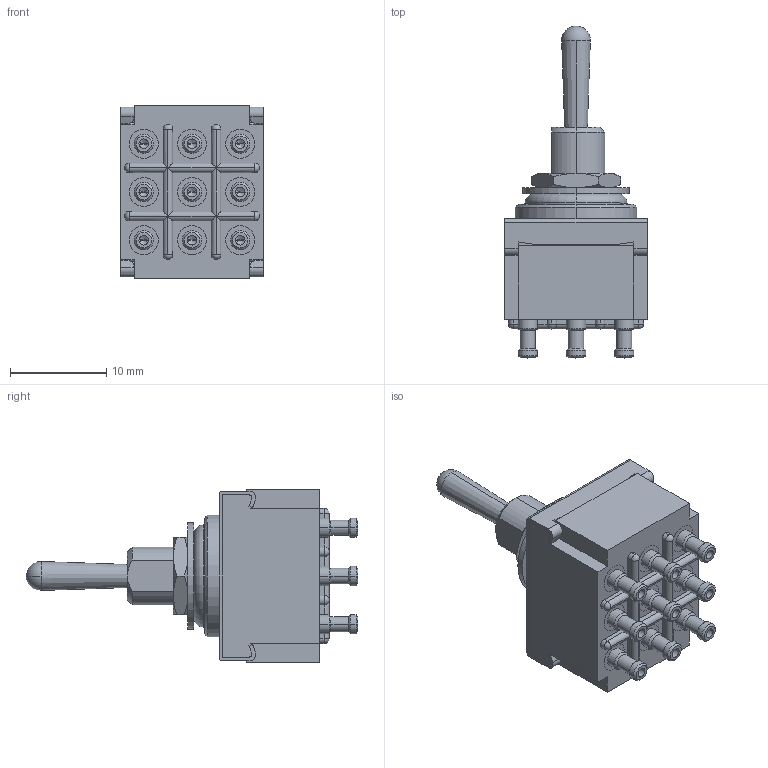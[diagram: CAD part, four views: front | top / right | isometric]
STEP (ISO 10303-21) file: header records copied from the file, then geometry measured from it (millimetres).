
FILE_DESCRIPTION (( 'STEP AP203' ), '1' );
FILE_NAME ('F3WE01.STEP', '2020-03-12T05:13:09', ( '' ), ( '' ), 'SwSTEP 2.0', 'SolidWorks 2018', '' );
FILE_SCHEMA (( 'CONFIG_CONTROL_DESIGN' ));
Length unit declared in the file: millimetre
Products named in the file (9): 9803 0344 20(L儚僢僔儍乕)model; 6061 0076 20(パッキン Fシリーズ); 9801 0342 20(ナット)model; 僼儗乕儉3嬌 (F僔儕乕僘); ケース3極 (Fシリーズ); 上組 スリーブ組 防水トグル (Fシリーズ); 壓慻 3嬌 1抂巕 (F僔儕乕僘); F3WE01; 端子 1 (Fシリーズ)
Assembly tree (16 placements, depth 3):
  F3WE01
    上組 スリーブ組 防水トグル (Fシリーズ)
    9803 0344 20(L儚僢僔儍乕)model
    9801 0342 20(ナット)model
    壓慻 3嬌 1抂巕 (F僔儕乕僘)
      ケース3極 (Fシリーズ)
      端子 1 (Fシリーズ)  x9
      僼儗乕儉3嬌 (F僔儕乕僘)
    6061 0076 20(パッキン Fシリーズ)
Bounding box: 14.8 x 34.4 x 18 mm (x, y, z)
Volume: 3324.9 mm3; surface area: 3489.2 mm2
Topology: 15 solids, 21 shells, 511 faces, 1154 edges, 688 vertices
Faces by surface type: cylinder 206, plane 171, cone 93, torus 29, sphere 12
Entity records: 11116 total; most frequent: CARTESIAN_POINT 1943, DIRECTION 1771, ORIENTED_EDGE 1606, EDGE_CURVE 803, AXIS2_PLACEMENT_3D 663, VERTEX_POINT 501, LINE 445, VECTOR 445
